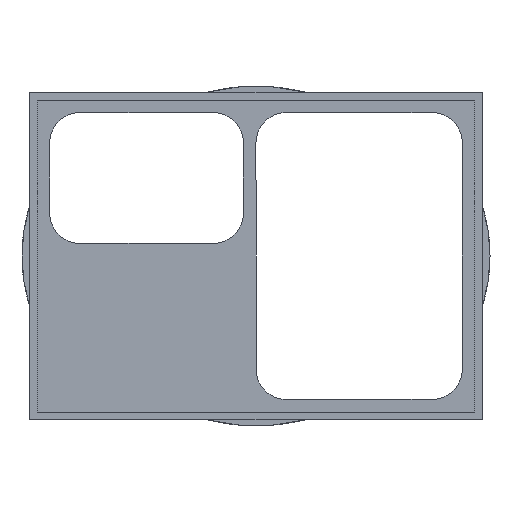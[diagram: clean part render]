
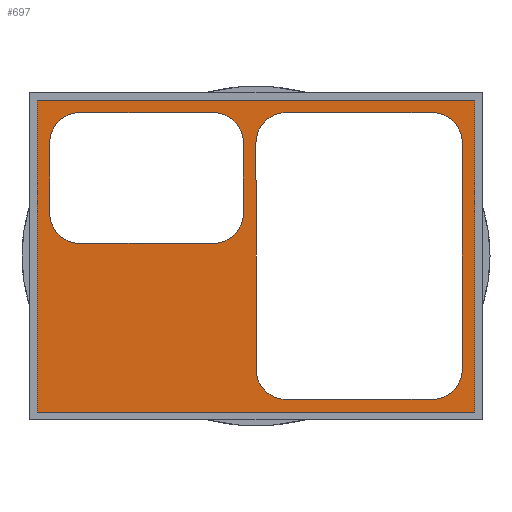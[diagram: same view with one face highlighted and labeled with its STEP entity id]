
A CAD part, front view. The second image highlights one B-rep face of the part: STEP entity #697.
In plain terms, the highlighted planar face has unit normal (0, -1, 0).
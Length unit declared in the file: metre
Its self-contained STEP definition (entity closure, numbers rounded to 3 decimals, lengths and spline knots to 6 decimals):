
#40=CIRCLE('',#766,0.012);
#41=CIRCLE('',#767,0.012);
#42=CIRCLE('',#768,0.012);
#43=CIRCLE('',#769,0.012);
#44=CIRCLE('',#770,0.012);
#45=CIRCLE('',#771,0.012);
#46=CIRCLE('',#772,0.012);
#47=CIRCLE('',#773,0.012);
#188=ORIENTED_EDGE('',*,*,#314,.F.);
#189=ORIENTED_EDGE('',*,*,#328,.T.);
#190=ORIENTED_EDGE('',*,*,#316,.T.);
#191=ORIENTED_EDGE('',*,*,#329,.T.);
#192=ORIENTED_EDGE('',*,*,#319,.T.);
#193=ORIENTED_EDGE('',*,*,#330,.T.);
#194=ORIENTED_EDGE('',*,*,#326,.F.);
#195=ORIENTED_EDGE('',*,*,#331,.T.);
#196=ORIENTED_EDGE('',*,*,#305,.F.);
#197=ORIENTED_EDGE('',*,*,#332,.T.);
#198=ORIENTED_EDGE('',*,*,#308,.T.);
#199=ORIENTED_EDGE('',*,*,#333,.T.);
#200=ORIENTED_EDGE('',*,*,#310,.T.);
#201=ORIENTED_EDGE('',*,*,#334,.T.);
#202=ORIENTED_EDGE('',*,*,#322,.F.);
#203=ORIENTED_EDGE('',*,*,#335,.T.);
#204=ORIENTED_EDGE('',*,*,#272,.F.);
#205=ORIENTED_EDGE('',*,*,#268,.T.);
#206=ORIENTED_EDGE('',*,*,#278,.T.);
#207=ORIENTED_EDGE('',*,*,#275,.F.);
#268=EDGE_CURVE('',#360,#361,#428,.T.);
#272=EDGE_CURVE('',#360,#364,#432,.T.);
#275=EDGE_CURVE('',#364,#366,#435,.T.);
#278=EDGE_CURVE('',#361,#366,#438,.T.);
#305=EDGE_CURVE('',#384,#385,#449,.T.);
#308=EDGE_CURVE('',#387,#386,#452,.T.);
#310=EDGE_CURVE('',#388,#389,#454,.T.);
#314=EDGE_CURVE('',#390,#391,#458,.T.);
#316=EDGE_CURVE('',#392,#393,#460,.T.);
#319=EDGE_CURVE('',#394,#395,#463,.T.);
#322=EDGE_CURVE('',#396,#397,#466,.T.);
#326=EDGE_CURVE('',#398,#399,#470,.T.);
#328=EDGE_CURVE('',#390,#392,#40,.F.);
#329=EDGE_CURVE('',#393,#394,#41,.F.);
#330=EDGE_CURVE('',#395,#399,#42,.F.);
#331=EDGE_CURVE('',#398,#391,#43,.F.);
#332=EDGE_CURVE('',#384,#387,#44,.F.);
#333=EDGE_CURVE('',#386,#388,#45,.F.);
#334=EDGE_CURVE('',#389,#397,#46,.F.);
#335=EDGE_CURVE('',#396,#385,#47,.F.);
#360=VERTEX_POINT('',#1041);
#361=VERTEX_POINT('',#1042);
#364=VERTEX_POINT('',#1050);
#366=VERTEX_POINT('',#1056);
#384=VERTEX_POINT('',#1119);
#385=VERTEX_POINT('',#1121);
#386=VERTEX_POINT('',#1125);
#387=VERTEX_POINT('',#1127);
#388=VERTEX_POINT('',#1131);
#389=VERTEX_POINT('',#1132);
#390=VERTEX_POINT('',#1137);
#391=VERTEX_POINT('',#1139);
#392=VERTEX_POINT('',#1143);
#393=VERTEX_POINT('',#1144);
#394=VERTEX_POINT('',#1149);
#395=VERTEX_POINT('',#1150);
#396=VERTEX_POINT('',#1155);
#397=VERTEX_POINT('',#1156);
#398=VERTEX_POINT('',#1161);
#399=VERTEX_POINT('',#1163);
#428=LINE('',#1040,#500);
#432=LINE('',#1049,#504);
#435=LINE('',#1055,#507);
#438=LINE('',#1061,#510);
#449=LINE('',#1120,#521);
#452=LINE('',#1126,#524);
#454=LINE('',#1130,#526);
#458=LINE('',#1138,#530);
#460=LINE('',#1142,#532);
#463=LINE('',#1148,#535);
#466=LINE('',#1154,#538);
#470=LINE('',#1162,#542);
#500=VECTOR('',#822,1.);
#504=VECTOR('',#828,1.);
#507=VECTOR('',#833,1.);
#510=VECTOR('',#838,1.);
#521=VECTOR('',#911,1.);
#524=VECTOR('',#916,1.);
#526=VECTOR('',#920,1.);
#530=VECTOR('',#926,1.);
#532=VECTOR('',#930,1.);
#535=VECTOR('',#935,1.);
#538=VECTOR('',#940,1.);
#542=VECTOR('',#946,1.);
#581=EDGE_LOOP('',(#188,#189,#190,#191,#192,#193,#194,#195));
#582=EDGE_LOOP('',(#196,#197,#198,#199,#200,#201,#202,#203));
#583=EDGE_LOOP('',(#204,#205,#206,#207));
#629=FACE_BOUND('',#581,.T.);
#630=FACE_BOUND('',#582,.T.);
#631=FACE_BOUND('',#583,.T.);
#666=PLANE('',#765);
#697=ADVANCED_FACE('',(#629,#630,#631),#666,.T.);
#765=AXIS2_PLACEMENT_3D('',#1165,#948,#949);
#766=AXIS2_PLACEMENT_3D('',#1166,#950,#951);
#767=AXIS2_PLACEMENT_3D('',#1167,#952,#953);
#768=AXIS2_PLACEMENT_3D('',#1168,#954,#955);
#769=AXIS2_PLACEMENT_3D('',#1169,#956,#957);
#770=AXIS2_PLACEMENT_3D('',#1170,#958,#959);
#771=AXIS2_PLACEMENT_3D('',#1171,#960,#961);
#772=AXIS2_PLACEMENT_3D('',#1172,#962,#963);
#773=AXIS2_PLACEMENT_3D('',#1173,#964,#965);
#822=DIRECTION('',(0.,0.,1.));
#828=DIRECTION('',(-1.,0.,0.));
#833=DIRECTION('',(0.,0.,1.));
#838=DIRECTION('',(-1.,0.,0.));
#911=DIRECTION('',(-1.,0.,0.));
#916=DIRECTION('',(0.,0.,-1.));
#920=DIRECTION('',(-1.,0.,0.));
#926=DIRECTION('',(0.,0.,1.));
#930=DIRECTION('',(-1.,0.,0.));
#935=DIRECTION('',(0.,0.,1.));
#940=DIRECTION('',(0.,0.,-1.));
#946=DIRECTION('',(-1.,0.,0.));
#948=DIRECTION('',(0.,-1.,0.));
#949=DIRECTION('',(1.,0.,0.));
#950=DIRECTION('',(0.,-1.,0.));
#951=DIRECTION('',(0.,0.,-1.));
#952=DIRECTION('',(0.,-1.,0.));
#953=DIRECTION('',(0.,0.,-1.));
#954=DIRECTION('',(0.,-1.,0.));
#955=DIRECTION('',(0.,0.,-1.));
#956=DIRECTION('',(0.,-1.,0.));
#957=DIRECTION('',(0.,0.,-1.));
#958=DIRECTION('',(0.,-1.,0.));
#959=DIRECTION('',(0.,0.,-1.));
#960=DIRECTION('',(0.,-1.,0.));
#961=DIRECTION('',(0.,0.,-1.));
#962=DIRECTION('',(0.,-1.,0.));
#963=DIRECTION('',(0.,0.,-1.));
#964=DIRECTION('',(0.,-1.,0.));
#965=DIRECTION('',(0.,0.,-1.));
#1040=CARTESIAN_POINT('',(0.087,0.0242,0.));
#1041=CARTESIAN_POINT('',(0.087,0.0242,-0.062));
#1042=CARTESIAN_POINT('',(0.087,0.0242,0.062));
#1049=CARTESIAN_POINT('',(0.,0.0242,-0.062));
#1050=CARTESIAN_POINT('',(-0.087,0.0242,-0.062));
#1055=CARTESIAN_POINT('',(-0.087,0.0242,0.));
#1056=CARTESIAN_POINT('',(-0.087,0.0242,0.062));
#1061=CARTESIAN_POINT('',(0.,0.0242,0.062));
#1119=CARTESIAN_POINT('',(0.07,0.0242,0.057));
#1120=CARTESIAN_POINT('',(0.041,0.0242,0.057));
#1121=CARTESIAN_POINT('',(0.012,0.0242,0.057));
#1125=CARTESIAN_POINT('',(0.082,0.0242,-0.045));
#1126=CARTESIAN_POINT('',(0.082,0.0242,0.));
#1127=CARTESIAN_POINT('',(0.082,0.0242,0.045));
#1130=CARTESIAN_POINT('',(0.041,0.0242,-0.057));
#1131=CARTESIAN_POINT('',(0.07,0.0242,-0.057));
#1132=CARTESIAN_POINT('',(0.012,0.0242,-0.057));
#1137=CARTESIAN_POINT('',(-0.005,0.0242,0.017));
#1138=CARTESIAN_POINT('',(-0.005,0.0242,0.031));
#1139=CARTESIAN_POINT('',(-0.005,0.0242,0.045));
#1142=CARTESIAN_POINT('',(-0.0435,0.0242,0.005));
#1143=CARTESIAN_POINT('',(-0.017,0.0242,0.005));
#1144=CARTESIAN_POINT('',(-0.07,0.0242,0.005));
#1148=CARTESIAN_POINT('',(-0.082,0.0242,0.031));
#1149=CARTESIAN_POINT('',(-0.082,0.0242,0.017));
#1150=CARTESIAN_POINT('',(-0.082,0.0242,0.045));
#1154=CARTESIAN_POINT('',(0.,0.0242,0.));
#1155=CARTESIAN_POINT('',(0.,0.0242,0.045));
#1156=CARTESIAN_POINT('',(0.,0.0242,-0.045));
#1161=CARTESIAN_POINT('',(-0.017,0.0242,0.057));
#1162=CARTESIAN_POINT('',(-0.0435,0.0242,0.057));
#1163=CARTESIAN_POINT('',(-0.07,0.0242,0.057));
#1165=CARTESIAN_POINT('',(0.0015,0.0242,0.00125));
#1166=CARTESIAN_POINT('',(-0.017,0.0242,0.017));
#1167=CARTESIAN_POINT('',(-0.07,0.0242,0.017));
#1168=CARTESIAN_POINT('',(-0.07,0.0242,0.045));
#1169=CARTESIAN_POINT('',(-0.017,0.0242,0.045));
#1170=CARTESIAN_POINT('',(0.07,0.0242,0.045));
#1171=CARTESIAN_POINT('',(0.07,0.0242,-0.045));
#1172=CARTESIAN_POINT('',(0.012,0.0242,-0.045));
#1173=CARTESIAN_POINT('',(0.012,0.0242,0.045));
